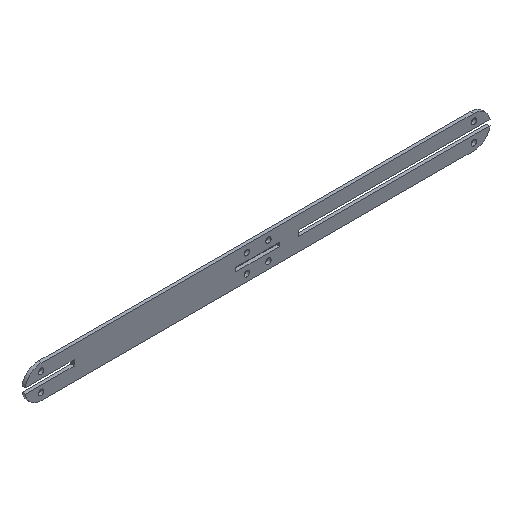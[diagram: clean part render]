
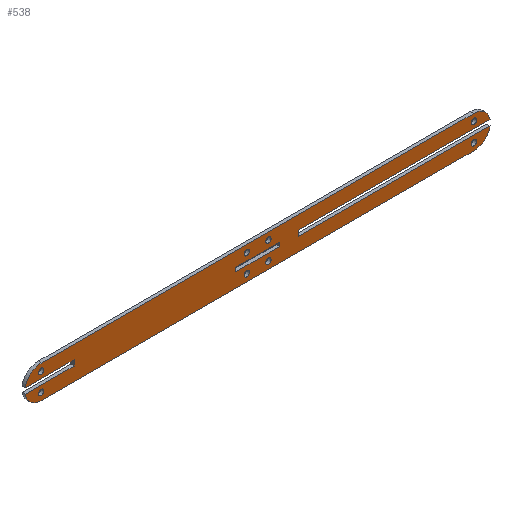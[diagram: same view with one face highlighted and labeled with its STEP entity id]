
A CAD part, isometric view. The second image highlights one B-rep face of the part: STEP entity #538.
In plain terms, the highlighted planar face has unit normal (0, -1, 0).
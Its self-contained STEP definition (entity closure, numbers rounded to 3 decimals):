
#24=FACE_BOUND('',#108,.T.);
#25=FACE_BOUND('',#109,.T.);
#26=FACE_BOUND('',#110,.T.);
#27=FACE_BOUND('',#111,.T.);
#28=FACE_BOUND('',#112,.T.);
#29=FACE_BOUND('',#113,.T.);
#30=FACE_BOUND('',#114,.T.);
#31=FACE_BOUND('',#115,.T.);
#32=FACE_BOUND('',#116,.T.);
#46=PLANE('',#611);
#72=FACE_OUTER_BOUND('',#107,.T.);
#107=EDGE_LOOP('',(#477,#478,#479,#480,#481,#482,#483,#484,#485,#486,#487,
#488));
#108=EDGE_LOOP('',(#489));
#109=EDGE_LOOP('',(#490));
#110=EDGE_LOOP('',(#491));
#111=EDGE_LOOP('',(#492,#493,#494,#495));
#112=EDGE_LOOP('',(#496));
#113=EDGE_LOOP('',(#497));
#114=EDGE_LOOP('',(#498));
#115=EDGE_LOOP('',(#499));
#116=EDGE_LOOP('',(#500));
#122=LINE('',#796,#170);
#126=LINE('',#804,#174);
#129=LINE('',#810,#177);
#132=LINE('',#815,#180);
#137=LINE('',#838,#185);
#142=LINE('',#852,#190);
#145=LINE('',#858,#193);
#148=LINE('',#864,#196);
#152=LINE('',#876,#200);
#156=LINE('',#888,#204);
#159=LINE('',#894,#207);
#162=LINE('',#900,#210);
#170=VECTOR('',#651,10.);
#174=VECTOR('',#657,10.);
#177=VECTOR('',#662,10.);
#180=VECTOR('',#667,10.);
#185=VECTOR('',#692,10.);
#190=VECTOR('',#705,10.);
#193=VECTOR('',#710,10.);
#196=VECTOR('',#715,10.);
#200=VECTOR('',#727,10.);
#204=VECTOR('',#739,10.);
#207=VECTOR('',#744,10.);
#210=VECTOR('',#749,10.);
#214=CIRCLE('',#564,1.25);
#216=CIRCLE('',#567,1.25);
#218=CIRCLE('',#570,1.25);
#220=CIRCLE('',#573,1.25);
#222=CIRCLE('',#576,1.25);
#224=CIRCLE('',#583,1.25);
#226=CIRCLE('',#586,1.25);
#228=CIRCLE('',#589,1.25);
#229=CIRCLE('',#592,7.5);
#231=CIRCLE('',#598,7.5);
#233=CIRCLE('',#602,7.5);
#235=CIRCLE('',#608,7.5);
#238=VERTEX_POINT('',#766);
#240=VERTEX_POINT('',#772);
#242=VERTEX_POINT('',#778);
#244=VERTEX_POINT('',#784);
#246=VERTEX_POINT('',#790);
#247=VERTEX_POINT('',#794);
#248=VERTEX_POINT('',#795);
#251=VERTEX_POINT('',#803);
#253=VERTEX_POINT('',#809);
#256=VERTEX_POINT('',#820);
#258=VERTEX_POINT('',#826);
#260=VERTEX_POINT('',#832);
#261=VERTEX_POINT('',#836);
#262=VERTEX_POINT('',#837);
#265=VERTEX_POINT('',#845);
#267=VERTEX_POINT('',#851);
#269=VERTEX_POINT('',#857);
#271=VERTEX_POINT('',#863);
#273=VERTEX_POINT('',#869);
#275=VERTEX_POINT('',#875);
#277=VERTEX_POINT('',#881);
#279=VERTEX_POINT('',#887);
#281=VERTEX_POINT('',#893);
#283=VERTEX_POINT('',#899);
#287=EDGE_CURVE('',#238,#238,#214,.T.);
#290=EDGE_CURVE('',#240,#240,#216,.T.);
#293=EDGE_CURVE('',#242,#242,#218,.T.);
#296=EDGE_CURVE('',#244,#244,#220,.T.);
#299=EDGE_CURVE('',#246,#246,#222,.T.);
#300=EDGE_CURVE('',#247,#248,#122,.T.);
#304=EDGE_CURVE('',#251,#247,#126,.T.);
#307=EDGE_CURVE('',#253,#251,#129,.T.);
#310=EDGE_CURVE('',#248,#253,#132,.T.);
#314=EDGE_CURVE('',#256,#256,#224,.T.);
#317=EDGE_CURVE('',#258,#258,#226,.T.);
#320=EDGE_CURVE('',#260,#260,#228,.T.);
#321=EDGE_CURVE('',#261,#262,#137,.T.);
#325=EDGE_CURVE('',#265,#261,#229,.T.);
#328=EDGE_CURVE('',#267,#265,#142,.T.);
#331=EDGE_CURVE('',#269,#267,#145,.T.);
#334=EDGE_CURVE('',#271,#269,#148,.T.);
#337=EDGE_CURVE('',#273,#271,#231,.T.);
#340=EDGE_CURVE('',#275,#273,#152,.T.);
#343=EDGE_CURVE('',#277,#275,#233,.T.);
#346=EDGE_CURVE('',#279,#277,#156,.T.);
#349=EDGE_CURVE('',#281,#279,#159,.T.);
#352=EDGE_CURVE('',#283,#281,#162,.T.);
#355=EDGE_CURVE('',#262,#283,#235,.T.);
#477=ORIENTED_EDGE('',*,*,#355,.F.);
#478=ORIENTED_EDGE('',*,*,#321,.F.);
#479=ORIENTED_EDGE('',*,*,#325,.F.);
#480=ORIENTED_EDGE('',*,*,#328,.F.);
#481=ORIENTED_EDGE('',*,*,#331,.F.);
#482=ORIENTED_EDGE('',*,*,#334,.F.);
#483=ORIENTED_EDGE('',*,*,#337,.F.);
#484=ORIENTED_EDGE('',*,*,#340,.F.);
#485=ORIENTED_EDGE('',*,*,#343,.F.);
#486=ORIENTED_EDGE('',*,*,#346,.F.);
#487=ORIENTED_EDGE('',*,*,#349,.F.);
#488=ORIENTED_EDGE('',*,*,#352,.F.);
#489=ORIENTED_EDGE('',*,*,#320,.F.);
#490=ORIENTED_EDGE('',*,*,#317,.F.);
#491=ORIENTED_EDGE('',*,*,#314,.F.);
#492=ORIENTED_EDGE('',*,*,#310,.F.);
#493=ORIENTED_EDGE('',*,*,#300,.F.);
#494=ORIENTED_EDGE('',*,*,#304,.F.);
#495=ORIENTED_EDGE('',*,*,#307,.F.);
#496=ORIENTED_EDGE('',*,*,#299,.F.);
#497=ORIENTED_EDGE('',*,*,#296,.F.);
#498=ORIENTED_EDGE('',*,*,#293,.F.);
#499=ORIENTED_EDGE('',*,*,#290,.F.);
#500=ORIENTED_EDGE('',*,*,#287,.F.);
#538=ADVANCED_FACE('',(#72,#24,#25,#26,#27,#28,#29,#30,#31,#32),#46,.F.);
#564=AXIS2_PLACEMENT_3D('',#768,#619,#620);
#567=AXIS2_PLACEMENT_3D('',#774,#626,#627);
#570=AXIS2_PLACEMENT_3D('',#780,#633,#634);
#573=AXIS2_PLACEMENT_3D('',#786,#640,#641);
#576=AXIS2_PLACEMENT_3D('',#792,#647,#648);
#583=AXIS2_PLACEMENT_3D('',#822,#674,#675);
#586=AXIS2_PLACEMENT_3D('',#828,#681,#682);
#589=AXIS2_PLACEMENT_3D('',#834,#688,#689);
#592=AXIS2_PLACEMENT_3D('',#846,#698,#699);
#598=AXIS2_PLACEMENT_3D('',#870,#720,#721);
#602=AXIS2_PLACEMENT_3D('',#882,#732,#733);
#608=AXIS2_PLACEMENT_3D('',#905,#754,#755);
#611=AXIS2_PLACEMENT_3D('',#908,#760,#761);
#619=DIRECTION('center_axis',(0.,-1.,0.));
#620=DIRECTION('ref_axis',(1.,0.,0.));
#626=DIRECTION('center_axis',(0.,-1.,0.));
#627=DIRECTION('ref_axis',(1.,0.,0.));
#633=DIRECTION('center_axis',(0.,-1.,0.));
#634=DIRECTION('ref_axis',(1.,0.,0.));
#640=DIRECTION('center_axis',(0.,-1.,0.));
#641=DIRECTION('ref_axis',(1.,0.,0.));
#647=DIRECTION('center_axis',(0.,-1.,0.));
#648=DIRECTION('ref_axis',(1.,0.,0.));
#651=DIRECTION('',(0.,0.,-1.));
#657=DIRECTION('',(-1.,0.,0.));
#662=DIRECTION('',(0.,0.,1.));
#667=DIRECTION('',(1.,0.,0.));
#674=DIRECTION('center_axis',(0.,-1.,0.));
#675=DIRECTION('ref_axis',(1.,0.,0.));
#681=DIRECTION('center_axis',(0.,-1.,0.));
#682=DIRECTION('ref_axis',(1.,0.,0.));
#688=DIRECTION('center_axis',(0.,-1.,0.));
#689=DIRECTION('ref_axis',(1.,0.,0.));
#692=DIRECTION('',(-1.,0.,0.));
#698=DIRECTION('center_axis',(0.,1.,0.));
#699=DIRECTION('ref_axis',(0.,0.,1.));
#705=DIRECTION('',(1.,0.,0.));
#710=DIRECTION('',(0.,0.,-1.));
#715=DIRECTION('',(-1.,0.,0.));
#720=DIRECTION('center_axis',(0.,1.,0.));
#721=DIRECTION('ref_axis',(0.,0.,1.));
#727=DIRECTION('',(1.,0.,0.));
#732=DIRECTION('center_axis',(0.,1.,0.));
#733=DIRECTION('ref_axis',(0.,0.,-1.));
#739=DIRECTION('',(-1.,0.,0.));
#744=DIRECTION('',(0.,0.,1.));
#749=DIRECTION('',(1.,0.,0.));
#754=DIRECTION('center_axis',(0.,1.,0.));
#755=DIRECTION('ref_axis',(0.,0.,-1.));
#760=DIRECTION('center_axis',(0.,1.,0.));
#761=DIRECTION('ref_axis',(0.,0.,1.));
#766=CARTESIAN_POINT('',(-101.35,0.,4.25));
#768=CARTESIAN_POINT('Origin',(-100.1,0.,4.25));
#772=CARTESIAN_POINT('',(-6.25,0.,-4.25));
#774=CARTESIAN_POINT('Origin',(-5.,0.,-4.25));
#778=CARTESIAN_POINT('',(3.75,0.,-4.25));
#780=CARTESIAN_POINT('Origin',(5.,0.,-4.25));
#784=CARTESIAN_POINT('',(-6.25,0.,4.25));
#786=CARTESIAN_POINT('Origin',(-5.,0.,4.25));
#790=CARTESIAN_POINT('',(3.75,0.,4.25));
#792=CARTESIAN_POINT('Origin',(5.,0.,4.25));
#794=CARTESIAN_POINT('',(-10.1,0.,0.9));
#795=CARTESIAN_POINT('',(-10.1,0.,-0.9));
#796=CARTESIAN_POINT('',(-10.1,0.,0.9));
#803=CARTESIAN_POINT('',(10.1,0.,0.9));
#804=CARTESIAN_POINT('',(10.1,0.,0.9));
#809=CARTESIAN_POINT('',(10.1,0.,-0.9));
#810=CARTESIAN_POINT('',(10.1,0.,-0.9));
#815=CARTESIAN_POINT('',(-10.1,0.,-0.9));
#820=CARTESIAN_POINT('',(-101.35,0.,-4.25));
#822=CARTESIAN_POINT('Origin',(-100.1,0.,-4.25));
#826=CARTESIAN_POINT('',(98.85,0.,4.25));
#828=CARTESIAN_POINT('Origin',(100.1,0.,4.25));
#832=CARTESIAN_POINT('',(98.85,0.,-4.25));
#834=CARTESIAN_POINT('Origin',(100.1,0.,-4.25));
#836=CARTESIAN_POINT('',(100.1,0.,-7.5));
#837=CARTESIAN_POINT('',(-100.1,0.,-7.5));
#838=CARTESIAN_POINT('',(100.1,0.,-7.5));
#845=CARTESIAN_POINT('',(107.495,0.,-1.25));
#846=CARTESIAN_POINT('Origin',(100.1,0.,0.));
#851=CARTESIAN_POINT('',(19.,0.,-1.25));
#852=CARTESIAN_POINT('',(19.,0.,-1.25));
#857=CARTESIAN_POINT('',(19.,0.,1.25));
#858=CARTESIAN_POINT('',(19.,0.,1.25));
#863=CARTESIAN_POINT('',(107.495,0.,1.25));
#864=CARTESIAN_POINT('',(107.495,0.,1.25));
#869=CARTESIAN_POINT('',(100.1,0.,7.5));
#870=CARTESIAN_POINT('Origin',(100.1,0.,0.));
#875=CARTESIAN_POINT('',(-100.1,0.,7.5));
#876=CARTESIAN_POINT('',(-100.1,0.,7.5));
#881=CARTESIAN_POINT('',(-107.495,0.,1.25));
#882=CARTESIAN_POINT('Origin',(-100.1,0.,0.));
#887=CARTESIAN_POINT('',(-84.9,0.,1.25));
#888=CARTESIAN_POINT('',(-84.9,0.,1.25));
#893=CARTESIAN_POINT('',(-84.9,0.,-1.25));
#894=CARTESIAN_POINT('',(-84.9,0.,-1.25));
#899=CARTESIAN_POINT('',(-107.495,0.,-1.25));
#900=CARTESIAN_POINT('',(-107.495,0.,-1.25));
#905=CARTESIAN_POINT('Origin',(-100.1,0.,0.));
#908=CARTESIAN_POINT('Origin',(0.,0.,0.));
